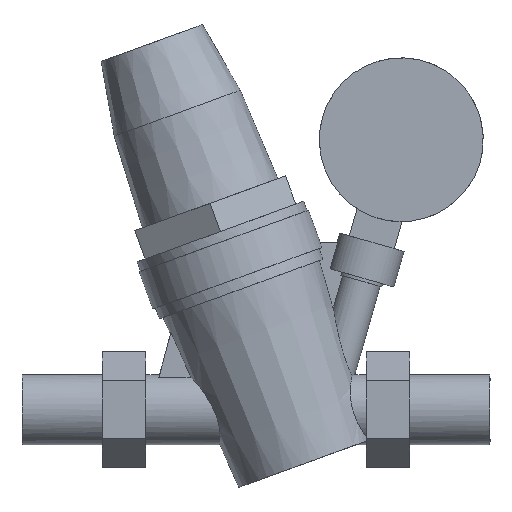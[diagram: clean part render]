
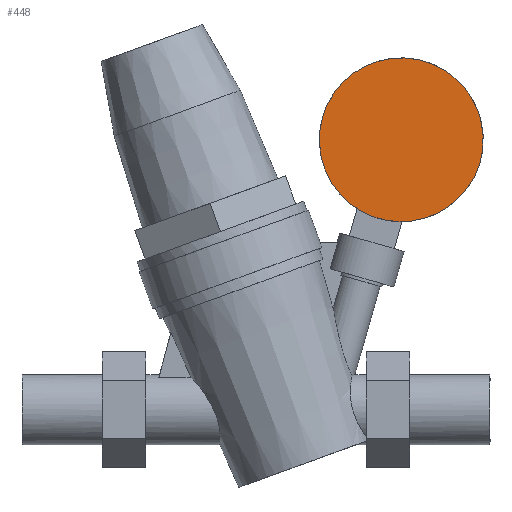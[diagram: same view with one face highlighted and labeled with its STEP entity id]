
A CAD part, front view. The second image highlights one B-rep face of the part: STEP entity #448.
In plain terms, the highlighted planar face has unit normal (0, -1, 0).
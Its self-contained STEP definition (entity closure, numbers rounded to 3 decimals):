
#315=CARTESIAN_POINT('Control Point',(495.098,259.199,73.988)) ;
#316=CARTESIAN_POINT('Control Point',(496.159,259.199,77.688)) ;
#317=CARTESIAN_POINT('Control Point',(496.494,259.199,81.595)) ;
#318=CARTESIAN_POINT('Control Point',(496.046,259.199,85.521)) ;
#319=CARTESIAN_POINT('Control Point',(493.636,259.199,92.985)) ;
#320=CARTESIAN_POINT('Control Point',(488.583,259.199,98.985)) ;
#321=CARTESIAN_POINT('Control Point',(485.491,259.199,101.444)) ;
#322=CARTESIAN_POINT('Control Point',(478.509,259.199,105.019)) ;
#323=CARTESIAN_POINT('Control Point',(470.694,259.199,105.687)) ;
#324=CARTESIAN_POINT('Control Point',(466.768,259.199,105.24)) ;
#325=CARTESIAN_POINT('Control Point',(459.303,259.199,102.83)) ;
#326=CARTESIAN_POINT('Control Point',(453.304,259.199,97.777)) ;
#327=CARTESIAN_POINT('Control Point',(450.844,259.199,94.685)) ;
#328=CARTESIAN_POINT('Control Point',(449.057,259.199,91.194)) ;
#329=CARTESIAN_POINT('Control Point',(447.996,259.199,87.494)) ;
#330=CARTESIAN_POINT('Vertex',(495.098,259.199,73.988)) ;
#332=CARTESIAN_POINT('Vertex',(447.996,259.199,87.494)) ;
#391=CARTESIAN_POINT('Control Point',(447.996,259.199,87.494)) ;
#392=CARTESIAN_POINT('Control Point',(446.936,259.199,83.795)) ;
#393=CARTESIAN_POINT('Control Point',(446.601,259.199,79.887)) ;
#394=CARTESIAN_POINT('Control Point',(447.049,259.199,75.962)) ;
#395=CARTESIAN_POINT('Control Point',(449.458,259.199,68.497)) ;
#396=CARTESIAN_POINT('Control Point',(454.512,259.199,62.498)) ;
#397=CARTESIAN_POINT('Control Point',(457.604,259.199,60.038)) ;
#398=CARTESIAN_POINT('Control Point',(464.586,259.199,56.464)) ;
#399=CARTESIAN_POINT('Control Point',(472.401,259.199,55.795)) ;
#400=CARTESIAN_POINT('Control Point',(476.327,259.199,56.242)) ;
#401=CARTESIAN_POINT('Control Point',(483.792,259.199,58.652)) ;
#402=CARTESIAN_POINT('Control Point',(489.791,259.199,63.706)) ;
#403=CARTESIAN_POINT('Control Point',(492.25,259.199,66.798)) ;
#404=CARTESIAN_POINT('Control Point',(494.038,259.199,70.289)) ;
#405=CARTESIAN_POINT('Control Point',(495.098,259.199,73.988)) ;
#439=CARTESIAN_POINT('Axis2P3D Location',(495.098,259.199,73.988)) ;
#440=DIRECTION('Axis2P3D Direction',(0.,-1.,0.)) ;
#441=DIRECTION('Axis2P3D XDirection',(0.276,0.,0.961)) ;
#442=AXIS2_PLACEMENT_3D('Plane Axis2P3D',#439,#440,#441) ;
#443=PLANE('',#442) ;
#334=EDGE_CURVE('',#331,#333,#314,.T.) ;
#406=EDGE_CURVE('',#333,#331,#390,.T.) ;
#445=ORIENTED_EDGE('',*,*,#406,.T.) ;
#446=ORIENTED_EDGE('',*,*,#334,.T.) ;
#444=EDGE_LOOP('',(#445,#446)) ;
#331=VERTEX_POINT('',#330) ;
#333=VERTEX_POINT('',#332) ;
#448=ADVANCED_FACE('Solid1',(#447),#443,.T.) ;
#314=B_SPLINE_CURVE_WITH_KNOTS('',5,(#315,#316,#317,#318,#319,#320,#321,#322,#323,#324,#325,#326,#327,#328,#329),.UNSPECIFIED.,.F.,.U.,(6,3,3,3,6),(0.,0.785,1.571,2.356,3.142),.UNSPECIFIED.) ;
#390=B_SPLINE_CURVE_WITH_KNOTS('',5,(#391,#392,#393,#394,#395,#396,#397,#398,#399,#400,#401,#402,#403,#404,#405),.UNSPECIFIED.,.F.,.U.,(6,3,3,3,6),(-3.142,-2.356,-1.571,-0.785,0.),.UNSPECIFIED.) ;
#447=FACE_OUTER_BOUND('',#444,.T.) ;
